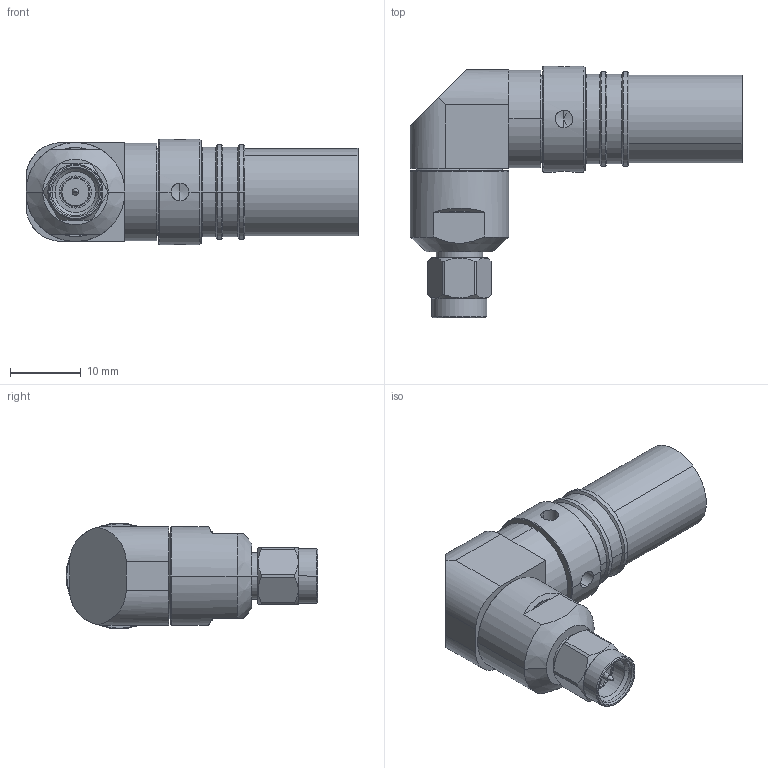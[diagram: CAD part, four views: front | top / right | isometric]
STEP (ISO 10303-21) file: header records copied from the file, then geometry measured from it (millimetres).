
FILE_DESCRIPTION (( 'STEP AP214' ), '1' );
FILE_NAME ('3190-8022(EZ-400-SM-RA-X)_SD.STEP', '2020-09-08T05:00:01', ( '' ), ( '' ), 'SwSTEP 2.0', 'SolidWorks 2018', '' );
FILE_SCHEMA (( 'AUTOMOTIVE_DESIGN' ));
Length unit declared in the file: millimetre
Products named in the file (6): 3192-6033_SD; 3192-6074_SD; 3190-8022(EZ-400-SM-RA-X)_SD; 3192-6034_SD; SD^3192-6033; SD
Assembly tree (5 placements, depth 3):
  3190-8022(EZ-400-SM-RA-X)_SD
    3192-6033_SD
      SD^3192-6033
    3192-6034_SD
      SD
    3192-6074_SD
Bounding box: 47 x 35.65 x 15 mm (x, y, z)
Volume: 8060.4 mm3; surface area: 5033 mm2
Topology: 5 solids, 7 shells, 169 faces, 372 edges, 226 vertices
Faces by surface type: cylinder 67, cone 56, plane 42, torus 4
Entity records: 5226 total; most frequent: CARTESIAN_POINT 1286, DIRECTION 824, ORIENTED_EDGE 728, EDGE_CURVE 364, AXIS2_PLACEMENT_3D 342, VERTEX_POINT 226, EDGE_LOOP 190, ADVANCED_FACE 169
